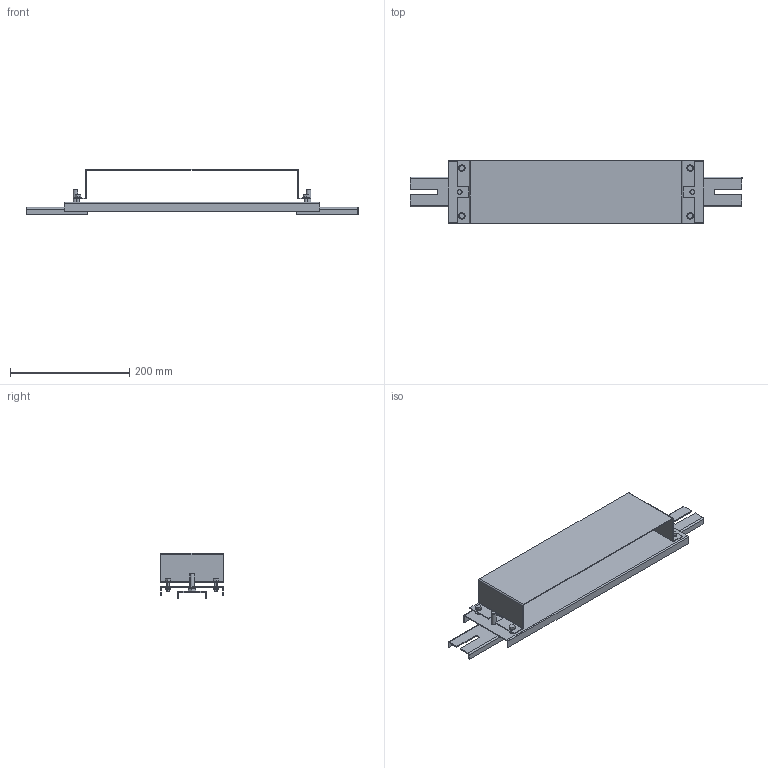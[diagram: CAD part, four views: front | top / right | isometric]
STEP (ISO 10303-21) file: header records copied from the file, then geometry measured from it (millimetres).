
FILE_DESCRIPTION (( 'STEP AP214' ), '1' );
FILE_NAME ('7399898_KSTP1.stp', '2016-05-05T13:18:05', ( '' ), ( '' ), 'SwSTEP 2.0', 'SolidWorks 2014', '' );
FILE_SCHEMA (( 'AUTOMOTIVE_DESIGN' ));
Length unit declared in the file: millimetre
Products named in the file (6): 070260_Standard; P_0000005201_1_Standard; 7399898_KSTP1; 070588_f〉 350 mm Kanal; 070589_f〉 350_48 mm Kanal; 35104024_Standard
Assembly tree (10 placements, depth 2):
  7399898_KSTP1
    070588_f〉 350 mm Kanal
    070589_f〉 350_48 mm Kanal
    35104024_Standard  x4
    070260_Standard  x2
    P_0000005201_1_Standard  x2
Bounding box: 556 x 105 x 75.8 mm (x, y, z)
Volume: 182581.7 mm3; surface area: 250362.4 mm2
Topology: 10 solids, 10 shells, 294 faces, 668 edges, 408 vertices
Faces by surface type: plane 182, cylinder 80, torus 28, cone 4
Entity records: 6109 total; most frequent: CARTESIAN_POINT 1154, DIRECTION 1044, ORIENTED_EDGE 920, EDGE_CURVE 460, AXIS2_PLACEMENT_3D 386, VERTEX_POINT 280, VECTOR 272, LINE 272
